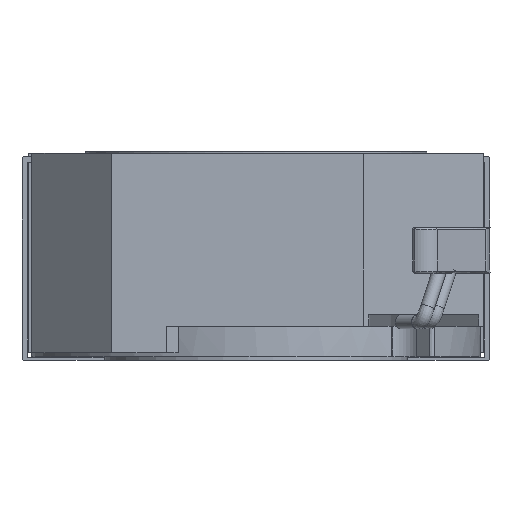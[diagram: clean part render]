
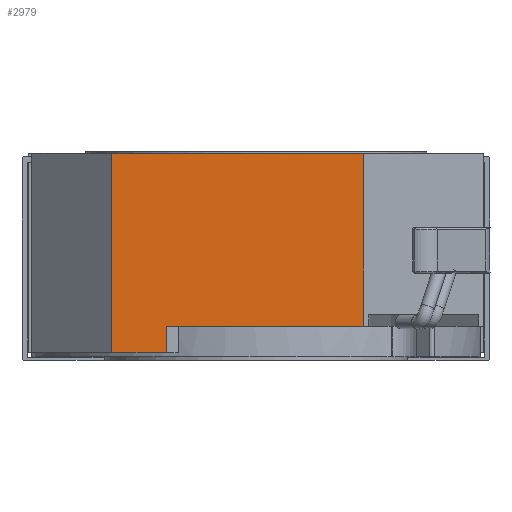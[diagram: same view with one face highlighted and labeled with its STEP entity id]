
A CAD part, left-side view. The second image highlights one B-rep face of the part: STEP entity #2979.
In plain terms, the highlighted free-form (B-spline) face has degree [1, 1] with [2, 2] control points.
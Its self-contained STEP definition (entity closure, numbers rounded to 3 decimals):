
#2915=CARTESIAN_POINT('',(-6.,3.8,0.));
#2916=VERTEX_POINT('',#2915);
#2922=CARTESIAN_POINT('',(-6.,3.8,5.25));
#2923=VERTEX_POINT('',#2922);
#2924=CARTESIAN_POINT('',(-6.,3.8,0.));
#2925=CARTESIAN_POINT('',(-6.,3.8,5.25));
#2926=B_SPLINE_CURVE_WITH_KNOTS('',1,(#2924,#2925),.POLYLINE_FORM.,.F.,.U.,(2,2),(0.,1.),.UNSPECIFIED.);
#2927=EDGE_CURVE('',#2916,#2923,#2926,.T.);
#2938=CARTESIAN_POINT('',(-6.,3.8,0.));
#2939=CARTESIAN_POINT('',(-6.,3.8,5.25));
#2940=CARTESIAN_POINT('',(-6.,-2.839,0.));
#2941=CARTESIAN_POINT('',(-6.,-2.839,5.25));
#2942=B_SPLINE_SURFACE_WITH_KNOTS('',1,1,((#2938,#2939),(#2940,#2941)),.PLANE_SURF.,.F.,.F.,.U.,(2,2),(2,2),(0.,1.),(0.,1.),.UNSPECIFIED.);
#2943=CARTESIAN_POINT('',(-6.,2.358,0.));
#2944=VERTEX_POINT('',#2943);
#2945=CARTESIAN_POINT('',(-6.,3.8,0.));
#2946=CARTESIAN_POINT('',(-6.,2.358,0.));
#2947=B_SPLINE_CURVE_WITH_KNOTS('',1,(#2945,#2946),.POLYLINE_FORM.,.F.,.U.,(2,2),(0.,0.217),.UNSPECIFIED.);
#2948=EDGE_CURVE('',#2916,#2944,#2947,.T.);
#2949=ORIENTED_EDGE('',*,*,#2948,.T.);
#2950=CARTESIAN_POINT('',(-6.,2.358,0.7));
#2951=VERTEX_POINT('',#2950);
#2952=CARTESIAN_POINT('',(-6.,2.358,0.));
#2953=CARTESIAN_POINT('',(-6.,2.358,0.7));
#2954=B_SPLINE_CURVE_WITH_KNOTS('',1,(#2952,#2953),.POLYLINE_FORM.,.F.,.U.,(2,2),(0.,1.),.UNSPECIFIED.);
#2955=EDGE_CURVE('',#2944,#2951,#2954,.T.);
#2956=ORIENTED_EDGE('',*,*,#2955,.T.);
#2957=CARTESIAN_POINT('',(-6.,-2.839,0.7));
#2958=VERTEX_POINT('',#2957);
#2959=CARTESIAN_POINT('',(-6.,2.358,0.7));
#2960=CARTESIAN_POINT('',(-6.,-2.839,0.7));
#2961=B_SPLINE_CURVE_WITH_KNOTS('',1,(#2959,#2960),.POLYLINE_FORM.,.F.,.U.,(2,2),(0.,1.),.UNSPECIFIED.);
#2962=EDGE_CURVE('',#2951,#2958,#2961,.T.);
#2963=ORIENTED_EDGE('',*,*,#2962,.T.);
#2964=CARTESIAN_POINT('',(-6.,-2.839,5.25));
#2965=VERTEX_POINT('',#2964);
#2966=CARTESIAN_POINT('',(-6.,-2.839,0.7));
#2967=CARTESIAN_POINT('',(-6.,-2.839,5.25));
#2968=B_SPLINE_CURVE_WITH_KNOTS('',1,(#2966,#2967),.POLYLINE_FORM.,.F.,.U.,(2,2),(0.133,1.),.UNSPECIFIED.);
#2969=EDGE_CURVE('',#2958,#2965,#2968,.T.);
#2970=ORIENTED_EDGE('',*,*,#2969,.T.);
#2971=CARTESIAN_POINT('',(-6.,3.8,5.25));
#2972=CARTESIAN_POINT('',(-6.,-2.839,5.25));
#2973=B_SPLINE_CURVE_WITH_KNOTS('',1,(#2971,#2972),.POLYLINE_FORM.,.F.,.U.,(2,2),(0.,1.),.UNSPECIFIED.);
#2974=EDGE_CURVE('',#2923,#2965,#2973,.T.);
#2975=ORIENTED_EDGE('',*,*,#2974,.F.);
#2976=ORIENTED_EDGE('',*,*,#2927,.F.);
#2977=EDGE_LOOP('',(#2949,#2956,#2963,#2970,#2975,#2976));
#2978=FACE_OUTER_BOUND('',#2977,.T.);
#2979=ADVANCED_FACE('',(#2978),#2942,.T.);
